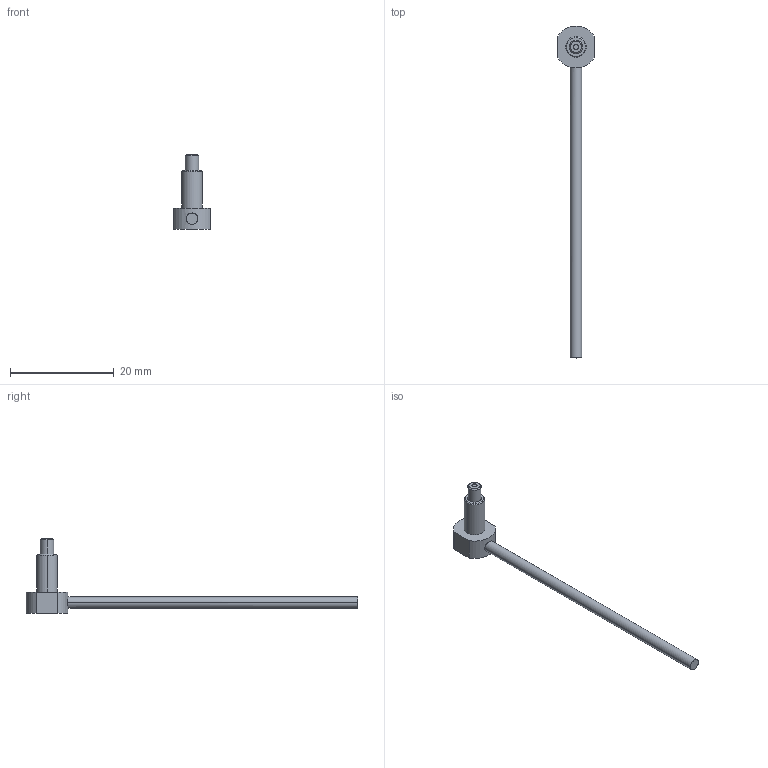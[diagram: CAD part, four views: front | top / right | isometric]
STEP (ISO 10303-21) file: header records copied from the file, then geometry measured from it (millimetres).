
FILE_DESCRIPTION((''),'2;1');
FILE_NAME('CAD2438_SW0001','2016-09-12T',('cmozuch'),(''),'PRO/ENGINEER BY PARAMETRIC TECHNOLOGY CORPORATION, 2015440','PRO/ENGINEER BY PARAMETRIC TECHNOLOGY CORPORATION, 2015440','');
FILE_SCHEMA(('CONFIG_CONTROL_DESIGN'));
Length unit declared in the file: millimetre
Products named in the file (1): CAD2438_SW0001
Bounding box: 7 x 64.05 x 14.4 mm (x, y, z)
Volume: 518.9 mm3; surface area: 700.9 mm2
Topology: 1 solids, 1 shells, 22 faces, 44 edges, 28 vertices
Faces by surface type: cylinder 10, plane 8, cone 4
Entity records: 826 total; most frequent: CARTESIAN_POINT 118, DIRECTION 108, ORIENTED_EDGE 88, AXIS2_PLACEMENT_3D 44, EDGE_CURVE 44, COLOUR_RGB 34, VERTEX_POINT 28, EDGE_LOOP 26
